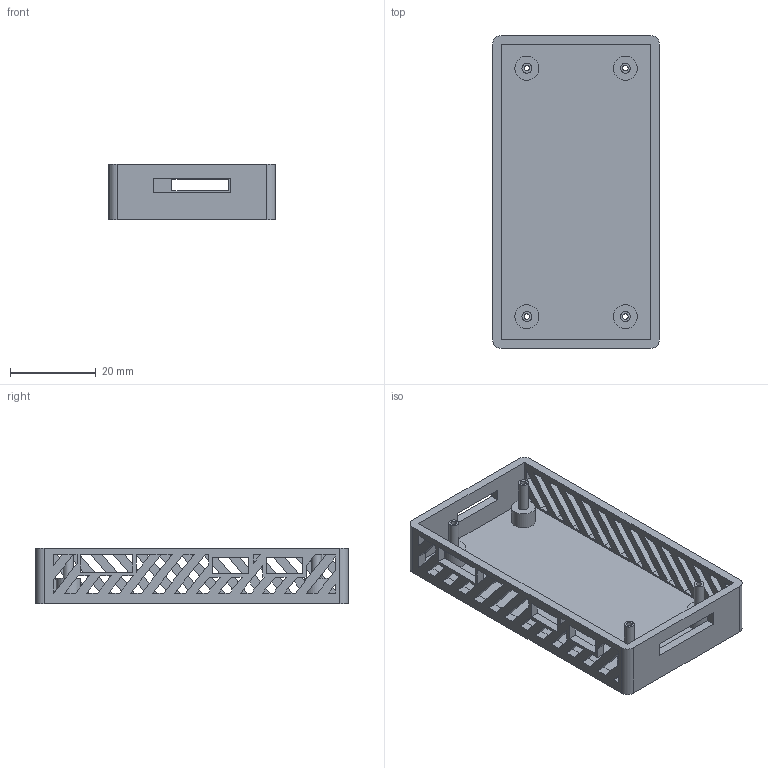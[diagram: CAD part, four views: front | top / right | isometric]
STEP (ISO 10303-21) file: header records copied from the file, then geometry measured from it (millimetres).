
FILE_DESCRIPTION(/* description */ (''),/* implementation_level */ '2;1');
FILE_NAME(/* name */ 'raspberry pi case (bottom and top).step',/* time_stamp */ '2025-07-27T16:28:27-05:00',/* author */ (''),/* organization */ (''),/* preprocessor_version */ 'ST-DEVELOPER v20.1',/* originating_system */ 'Autodesk Translation Framework v14.10.0.0',/* authorisation */ '');
FILE_SCHEMA (('AUTOMOTIVE_DESIGN { 1 0 10303 214 3 1 1 }'));
Length unit declared in the file: millimetre
Products named in the file (1): 2025-07-21-10-50-05-844
Bounding box: 39 x 73 x 13 mm (x, y, z)
Volume: 9371.7 mm3; surface area: 11819.8 mm2
Topology: 1 solids, 1 shells, 203 faces, 564 edges, 366 vertices
Faces by surface type: plane 183, cylinder 20
Full cylindrical faces by diameter (mm): 1.3 x4, 2.3 x8, 5.6 x4
Entity records: 6563 total; most frequent: CARTESIAN_POINT 1134, ORIENTED_EDGE 1128, DIRECTION 1012, EDGE_CURVE 564, LINE 524, VECTOR 524, VERTEX_POINT 366, EDGE_LOOP 294
